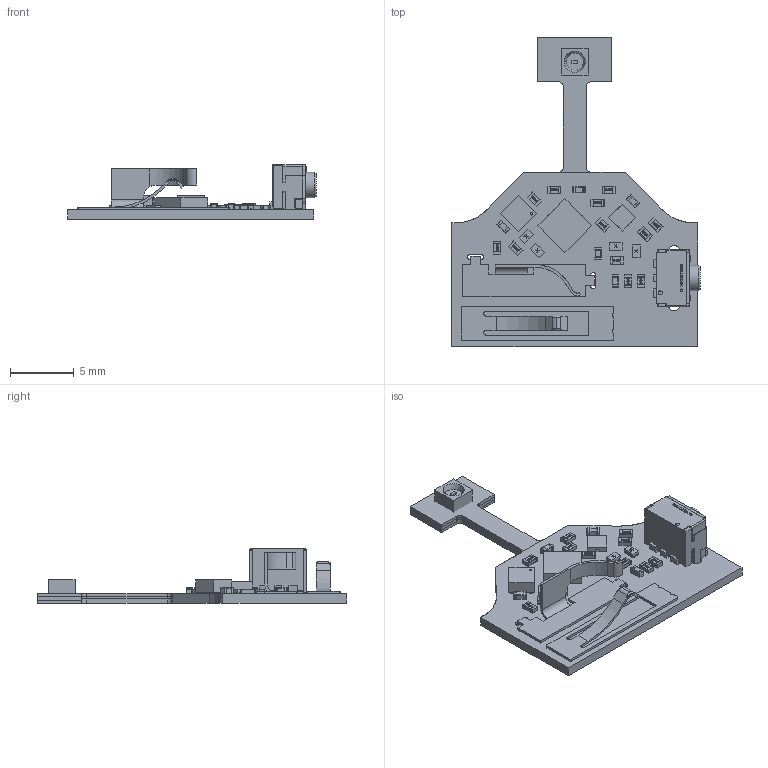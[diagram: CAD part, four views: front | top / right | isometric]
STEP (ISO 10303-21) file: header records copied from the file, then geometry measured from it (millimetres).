
FILE_DESCRIPTION (( 'STEP AP214' ), '1' );
FILE_NAME ('7404337_RZ_230315.STEP', '2023-03-15T19:18:52', ( '' ), ( '' ), 'SwSTEP 2.0', 'SolidWorks 2021', '' );
FILE_SCHEMA (( 'AUTOMOTIVE_DESIGN' ));
Length unit declared in the file: inch
Products named in the file (52): U3.step; Q4.step; R4.step; 7404337_RZ_230315; R10.step; C1.step; User Library-0402R.step; CAP_0402.step; R8.step; R5.step; button.step; SOT883B.step; R9.step; R1.step; R6.step; 7404337_RZ_G2 230125.step; Open CASCADE STEP translator 7.5 1.1.4.step; shell.step; SOT883B4 LF.step; STLIS2DE12LGA12_2x2x1.step; SW1.step; AVX-70-9155-001-615-004.step; RZCD_ELM65099212.step; U1.step; 7404338; Open CASCADE STEP translator 7.5 1.1.2.step; terminals.step; D1.step; U2.step; Q1.step; Q2.step; R12.step; C3.step; C5.step; R2.step; TLV8542RUG0008A.step; SOT883B Mold body.step; Board.step; 70-9155-001-615-00X.step; R11.step ...
Assembly tree (69 placements, depth 5):
  7404337_RZ_230315
    7404337_RZ_G2 230125.step
      Board.step
        Open CASCADE STEP translator 7.5 1.1.1.step
        Open CASCADE STEP translator 7.5 1.1.2.step
        Open CASCADE STEP translator 7.5 1.1.3.step
        Open CASCADE STEP translator 7.5 1.1.4.step
      D1.step
        RZCD_ELM65099212.step
      R12.step
        User Library-0402R.step
      R11.step
        User Library-0402R.step
      U3.step
        TLV8542RUG0008A.step
      C5.step
        CAP_0402.step
      U1.step
        VQFN20_3X3X0R9.step
      Q1.step
        SOT883B.step
          SOT883B4 LF.step
          SOT883B Mold body.step
      U2.step
        STLIS2DE12LGA12_2x2x1.step
      SW1.step
        Switch_E-Switch_TL3340AF160QG_eec.step
          body.step
          shell.step
          button.step
          terminals.step
          logo.step
      R10.step
        User Library-0402R.step
      R9.step
        User Library-0402R.step
      R8.step
        User Library-0402R.step
      R7.step
        User Library-0402R.step
      R6.step
        User Library-0402R.step
      R5.step
        User Library-0402R.step
      R4.step
        User Library-0402R.step
      R3.step
        User Library-0402R.step
      R2.step
        User Library-0402R.step
      R1.step
        User Library-0402R.step
      Q4.step
        SOT883B.step
          SOT883B4 LF.step
          SOT883B Mold body.step
      Q3.step
        SOT883B.step
          SOT883B4 LF.step
          SOT883B Mold body.step
Bounding box: 19.51 x 24.31 x 4.29 mm (x, y, z)
Volume: 465.4 mm3; surface area: 1667.7 mm2
Topology: 147 solids, 152 shells, 5077 faces, 11776 edges, 6464 vertices
Faces by surface type: plane 1810, cylinder 1613, bspline 825, sphere 716, torus 108, cone 5
Full cylindrical faces by diameter (mm): 0.308 x1, 0.43 x4, 0.888 x4, 2 x1, 2.1 x1
Entity records: 40278 total; most frequent: CARTESIAN_POINT 10037, ORIENTED_EDGE 5688, DIRECTION 5390, EDGE_CURVE 2844, VECTOR 2016, LINE 2016, VERTEX_POINT 1807, AXIS2_PLACEMENT_3D 1687
